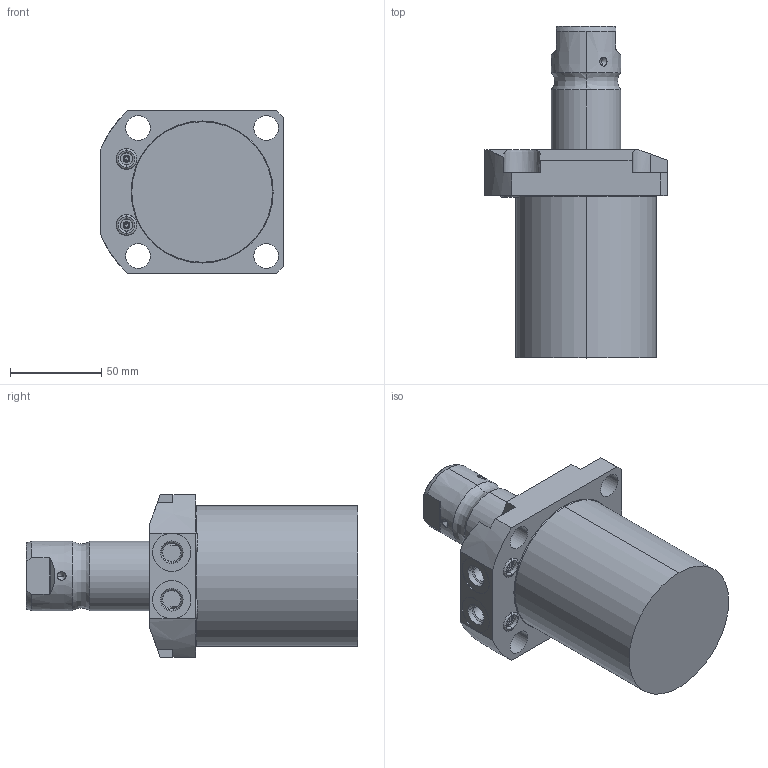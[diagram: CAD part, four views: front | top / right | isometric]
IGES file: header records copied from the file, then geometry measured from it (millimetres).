
Start section:  PTC IGES file: ilc14062102.igs
Global section: file name: ilc14062102.igs; native system: Pro/ENGINEER by Parametric Technology Corporation; preprocessor: 2007460; author: jdw; organization: Unknown; date: 20111111.143942; units: inch
Bounding box: 100 x 181.64 x 88.9 mm (x, y, z)
Surface area: 58464 mm2 (no closed solid volume)
Topology: 0 solids, 0 shells, 121 faces, 602 edges, 594 vertices
Faces by surface type: revolution 82, bspline 39
